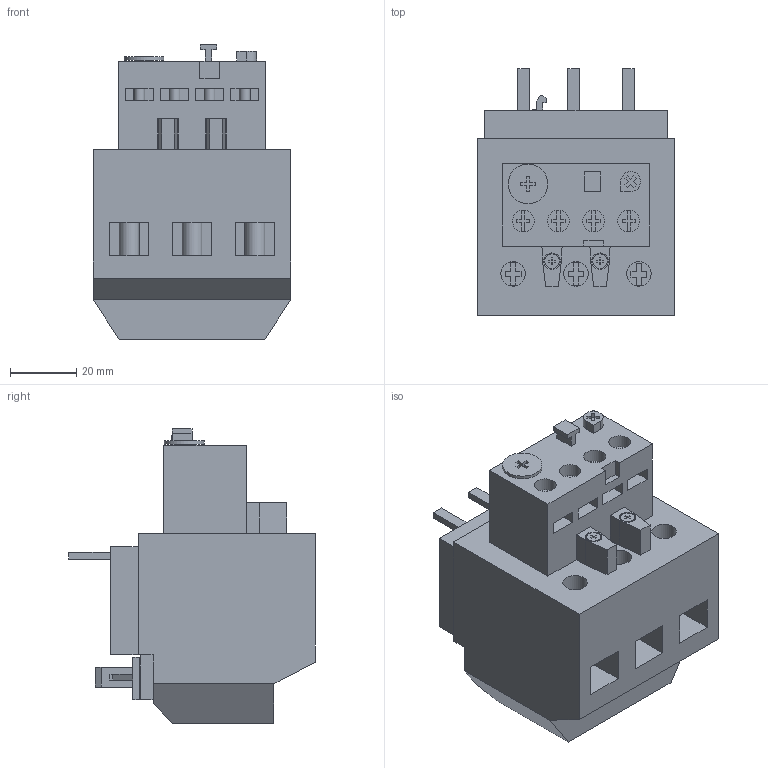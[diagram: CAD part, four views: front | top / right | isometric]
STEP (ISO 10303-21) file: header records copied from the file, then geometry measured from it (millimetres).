
FILE_DESCRIPTION( ( 'STEP AP214' ), ' ' );
FILE_NAME( 'zb65.stp', '2017-08-22T07:05:36', ( '' ), ( '' ), ' ', 'PARTsolutions', ' ' );
FILE_SCHEMA( ( 'AUTOMOTIVE_DESIGN { 1 0 10303 214 1 1 1 1 }' ) );
Length unit declared in the file: millimetre
Products named in the file (2): 95 ; _
Assembly tree (1 placements, depth 2):
  95 
    _
Bounding box: 59.6 x 74.5 x 89 mm (x, y, z)
Volume: 186977.9 mm3; surface area: 31582.2 mm2
Topology: 1 solids, 1 shells, 356 faces, 950 edges, 634 vertices
Faces by surface type: plane 331, cylinder 23, cone 2
Full cylindrical faces by diameter (mm): 3.254 x4, 3.4 x2, 4.4 x2, 5 x3, 6 x3, 6.6 x4, 7.4 x3, 12 x1
Entity records: 13582 total; most frequent: CARTESIAN_POINT 1894, ORIENTED_EDGE 1828, DIRECTION 1676, EDGE_CURVE 914, LINE 868, VECTOR 868, VERTEX_POINT 622, EDGE_LOOP 432
